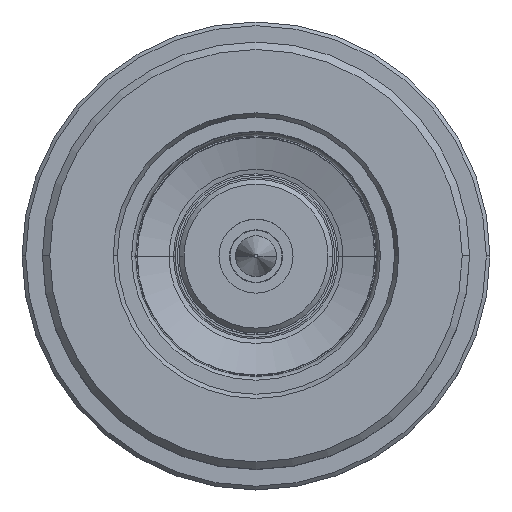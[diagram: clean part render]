
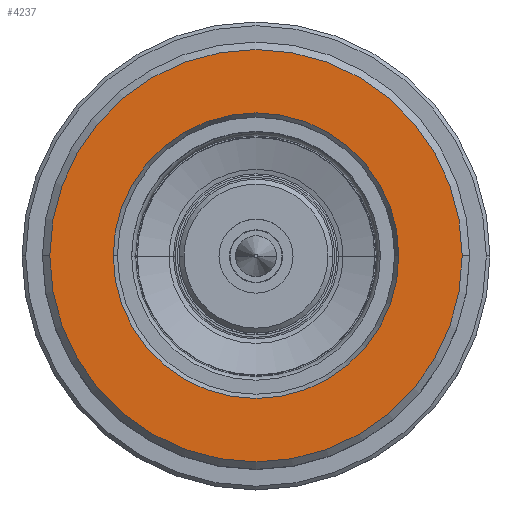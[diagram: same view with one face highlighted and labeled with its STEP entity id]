
A CAD part, top view. The second image highlights one B-rep face of the part: STEP entity #4237.
In plain terms, the highlighted planar face has unit normal (0, 0, 1).
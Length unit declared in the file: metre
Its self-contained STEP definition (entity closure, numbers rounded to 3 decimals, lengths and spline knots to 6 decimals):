
#16 = VERTEX_POINT ( 'NONE', #393 ) ;
#44 = DIRECTION ( 'NONE',  ( 1., 0., 0. ) ) ;
#141 = DIRECTION ( 'NONE',  ( 1., 0., 0. ) ) ;
#393 = CARTESIAN_POINT ( 'NONE',  ( -0.005783, 0., 0. ) ) ;
#419 = PLANE ( 'NONE',  #2096 ) ;
#468 = EDGE_LOOP ( 'NONE', ( #1550, #4180 ) ) ;
#1040 = FACE_BOUND ( 'NONE', #468, .T. ) ;
#1057 = EDGE_CURVE ( 'NONE', #2535, #16, #3683, .T. ) ;
#1229 = EDGE_LOOP ( 'NONE', ( #1725, #2799 ) ) ;
#1308 = DIRECTION ( 'NONE',  ( 0., 0., 1. ) ) ;
#1550 = ORIENTED_EDGE ( 'NONE', *, *, #1057, .F. ) ;
#1590 = CARTESIAN_POINT ( 'NONE',  ( 0., 0., 0. ) ) ;
#1649 = CIRCLE ( 'NONE', #3966, 0.005783 ) ;
#1694 = DIRECTION ( 'NONE',  ( 0., 0., -1. ) ) ;
#1725 = ORIENTED_EDGE ( 'NONE', *, *, #2163, .T. ) ;
#1799 = FACE_OUTER_BOUND ( 'NONE', #1229, .T. ) ;
#1859 = CARTESIAN_POINT ( 'NONE',  ( 0.005783, 0., 0. ) ) ;
#1887 = AXIS2_PLACEMENT_3D ( 'NONE', #1590, #3964, #1932 ) ;
#1932 = DIRECTION ( 'NONE',  ( 1., 0., 0. ) ) ;
#1959 = DIRECTION ( 'NONE',  ( 0., 0., 1. ) ) ;
#1995 = VERTEX_POINT ( 'NONE', #2065 ) ;
#2007 = CARTESIAN_POINT ( 'NONE',  ( 0.00835, 0., 0. ) ) ;
#2055 = DIRECTION ( 'NONE',  ( 0., 0., 1. ) ) ;
#2065 = CARTESIAN_POINT ( 'NONE',  ( -0.00835, 0., 0. ) ) ;
#2096 = AXIS2_PLACEMENT_3D ( 'NONE', #2712, #1694, #4081 ) ;
#2163 = EDGE_CURVE ( 'NONE', #1995, #4201, #3305, .T. ) ;
#2213 = EDGE_CURVE ( 'NONE', #4201, #1995, #3209, .T. ) ;
#2535 = VERTEX_POINT ( 'NONE', #1859 ) ;
#2712 = CARTESIAN_POINT ( 'NONE',  ( 0., 0.00835, 0. ) ) ;
#2799 = ORIENTED_EDGE ( 'NONE', *, *, #2213, .T. ) ;
#2923 = EDGE_CURVE ( 'NONE', #16, #2535, #1649, .T. ) ;
#2991 = AXIS2_PLACEMENT_3D ( 'NONE', #4003, #1959, #44 ) ;
#3209 = CIRCLE ( 'NONE', #3255, 0.00835 ) ;
#3255 = AXIS2_PLACEMENT_3D ( 'NONE', #3316, #1308, #3645 ) ;
#3305 = CIRCLE ( 'NONE', #1887, 0.00835 ) ;
#3316 = CARTESIAN_POINT ( 'NONE',  ( 0., 0., 0. ) ) ;
#3645 = DIRECTION ( 'NONE',  ( 1., 0., 0. ) ) ;
#3683 = CIRCLE ( 'NONE', #2991, 0.005783 ) ;
#3964 = DIRECTION ( 'NONE',  ( 0., 0., 1. ) ) ;
#3966 = AXIS2_PLACEMENT_3D ( 'NONE', #4096, #2055, #141 ) ;
#4003 = CARTESIAN_POINT ( 'NONE',  ( 0., 0., 0. ) ) ;
#4081 = DIRECTION ( 'NONE',  ( -1., 0., 0. ) ) ;
#4096 = CARTESIAN_POINT ( 'NONE',  ( 0., 0., 0. ) ) ;
#4180 = ORIENTED_EDGE ( 'NONE', *, *, #2923, .F. ) ;
#4201 = VERTEX_POINT ( 'NONE', #2007 ) ;
#4237 = ADVANCED_FACE ( 'NONE', ( #1040, #1799 ), #419, .F. ) ;
